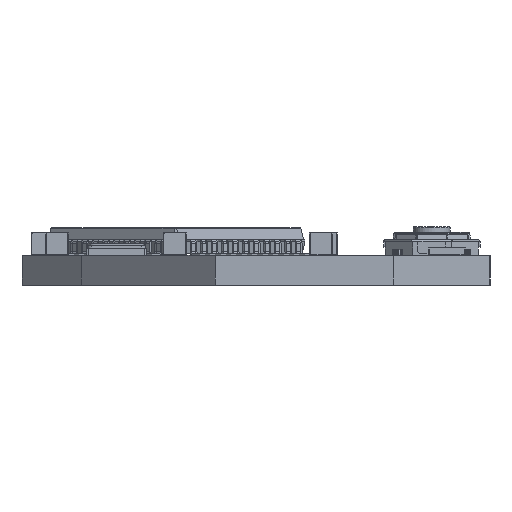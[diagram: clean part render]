
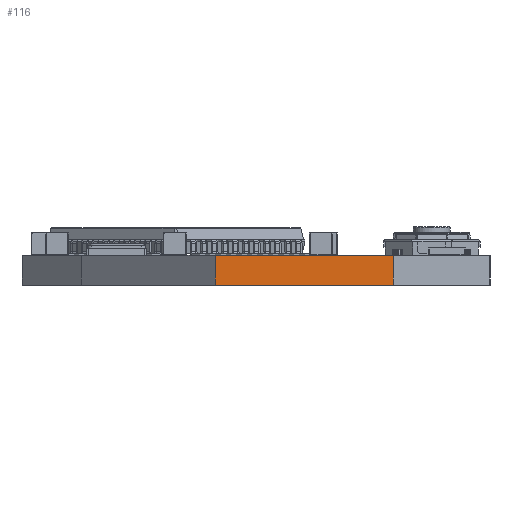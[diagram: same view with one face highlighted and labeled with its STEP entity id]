
A CAD part, left-side view. The second image highlights one B-rep face of the part: STEP entity #116.
In plain terms, the highlighted planar face has unit normal (-1, 0, 0).
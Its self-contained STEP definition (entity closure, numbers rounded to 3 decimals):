
#80 = EDGE_CURVE('',#81,#83,#85,.T.);
#81 = VERTEX_POINT('',#82);
#82 = CARTESIAN_POINT('',(89.,-99.2,0.));
#83 = VERTEX_POINT('',#84);
#84 = CARTESIAN_POINT('',(89.,-99.2,-1.6));
#85 = LINE('',#86,#87);
#86 = CARTESIAN_POINT('',(89.,-99.2,0.));
#87 = VECTOR('',#88,1.);
#88 = DIRECTION('',(0.,0.,-1.));
#116 = ADVANCED_FACE('',(#117),#142,.T.);
#117 = FACE_BOUND('',#118,.T.);
#118 = EDGE_LOOP('',(#119,#120,#128,#136));
#119 = ORIENTED_EDGE('',*,*,#80,.T.);
#120 = ORIENTED_EDGE('',*,*,#121,.T.);
#121 = EDGE_CURVE('',#83,#122,#124,.T.);
#122 = VERTEX_POINT('',#123);
#123 = CARTESIAN_POINT('',(89.,-108.8,-1.6));
#124 = LINE('',#125,#126);
#125 = CARTESIAN_POINT('',(89.,-99.2,-1.6));
#126 = VECTOR('',#127,1.);
#127 = DIRECTION('',(0.,-1.,0.));
#128 = ORIENTED_EDGE('',*,*,#129,.F.);
#129 = EDGE_CURVE('',#130,#122,#132,.T.);
#130 = VERTEX_POINT('',#131);
#131 = CARTESIAN_POINT('',(89.,-108.8,0.));
#132 = LINE('',#133,#134);
#133 = CARTESIAN_POINT('',(89.,-108.8,0.));
#134 = VECTOR('',#135,1.);
#135 = DIRECTION('',(0.,0.,-1.));
#136 = ORIENTED_EDGE('',*,*,#137,.F.);
#137 = EDGE_CURVE('',#81,#130,#138,.T.);
#138 = LINE('',#139,#140);
#139 = CARTESIAN_POINT('',(89.,-99.2,0.));
#140 = VECTOR('',#141,1.);
#141 = DIRECTION('',(0.,-1.,0.));
#142 = PLANE('',#143);
#143 = AXIS2_PLACEMENT_3D('',#144,#145,#146);
#144 = CARTESIAN_POINT('',(89.,-99.2,0.));
#145 = DIRECTION('',(-1.,-0.,-0.));
#146 = DIRECTION('',(0.,-1.,0.));
